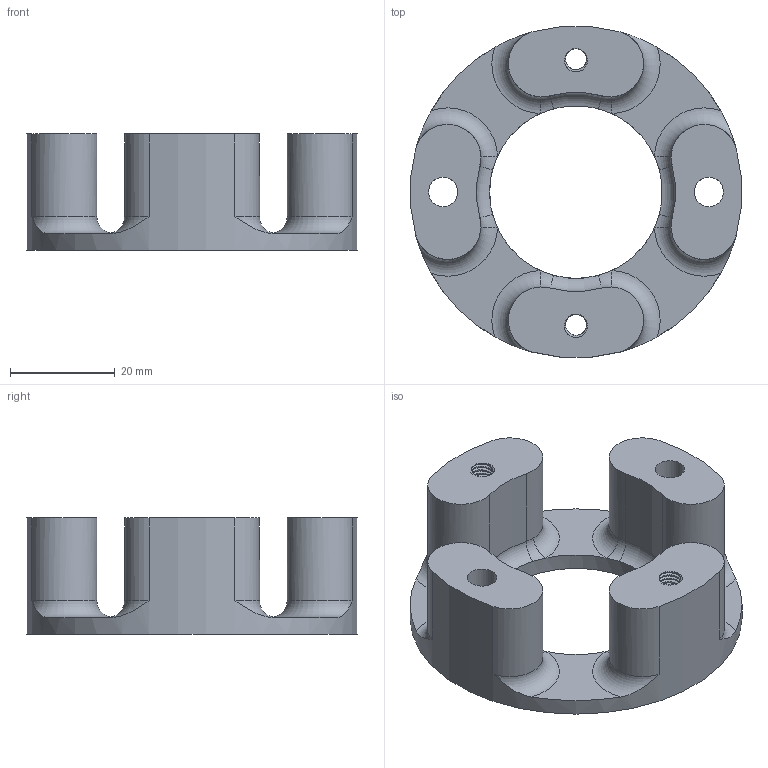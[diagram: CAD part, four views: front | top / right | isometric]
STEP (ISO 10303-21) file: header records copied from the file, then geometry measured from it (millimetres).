
FILE_DESCRIPTION(/* description */ (''),/* implementation_level */ '2;1');
FILE_NAME(/* name */ 'Shaft Sensor Offset Mount.step',/* time_stamp */ '2023-11-24T12:15:54-05:00',/* author */ (''),/* organization */ (''),/* preprocessor_version */ 'ST-DEVELOPER v20',/* originating_system */ 'Autodesk Translation Framework v12.14.0.127',/* authorisation */ '');
FILE_SCHEMA (('AUTOMOTIVE_DESIGN { 1 0 10303 214 3 1 1 }'));
Length unit declared in the file: inch
Products named in the file (1): Shaft Sensor Offset Mount
Bounding box: 63.26 x 63.26 x 22.23 mm (x, y, z)
Volume: 28489.5 mm3; surface area: 12023.4 mm2
Topology: 1 solids, 1 shells, 165 faces, 475 edges, 311 vertices
Faces by surface type: cylinder 132, torus 20, plane 9, bspline 4
Full cylindrical faces by diameter (mm): 4.064 x14, 4.826 x24, 5.613 x2, 33.02 x1, 63.5 x1
Entity records: 11697 total; most frequent: CARTESIAN_POINT 7758, ORIENTED_EDGE 950, DIRECTION 630, EDGE_CURVE 475, VERTEX_POINT 311, B_SPLINE_CURVE_WITH_KNOTS 256, AXIS2_PLACEMENT_3D 249, EDGE_LOOP 174
